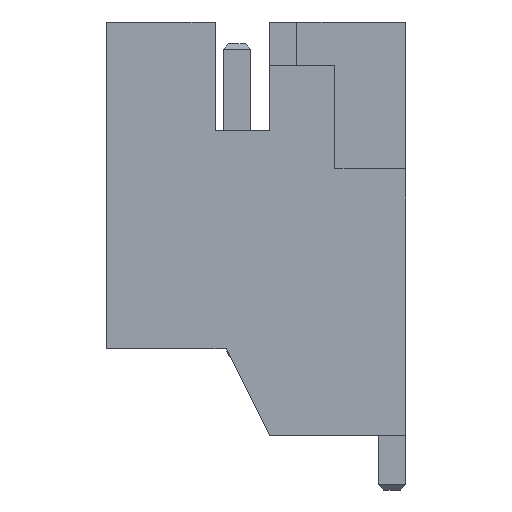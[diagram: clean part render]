
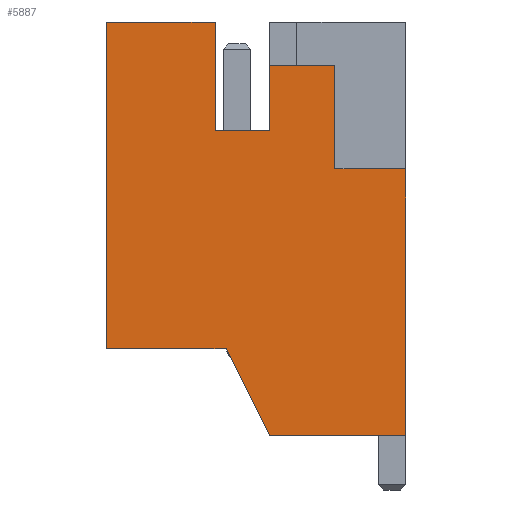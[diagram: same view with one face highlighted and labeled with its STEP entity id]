
A CAD part, left-side view. The second image highlights one B-rep face of the part: STEP entity #5887.
In plain terms, the highlighted planar face has unit normal (-1, 0, 0).
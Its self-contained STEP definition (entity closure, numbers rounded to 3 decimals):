
#181=FACE_OUTER_BOUND('',#513,.T.);
#513=EDGE_LOOP('',(#3953,#3954,#3955,#3956,#3957,#3958,#3959,#3960,#3961,
#3962,#3963,#3964));
#847=LINE('',#8240,#1639);
#851=LINE('',#8247,#1643);
#857=LINE('',#8261,#1649);
#876=LINE('',#8298,#1668);
#904=LINE('',#8353,#1696);
#910=LINE('',#8364,#1702);
#912=LINE('',#8368,#1704);
#914=LINE('',#8371,#1706);
#915=LINE('',#8375,#1707);
#916=LINE('',#8377,#1708);
#917=LINE('',#8379,#1709);
#918=LINE('',#8380,#1710);
#1639=VECTOR('',#6636,10.);
#1643=VECTOR('',#6642,10.);
#1649=VECTOR('',#6652,10.);
#1668=VECTOR('',#6679,10.);
#1696=VECTOR('',#6719,10.);
#1702=VECTOR('',#6727,10.);
#1704=VECTOR('',#6731,10.);
#1706=VECTOR('',#6735,10.);
#1707=VECTOR('',#6740,10.);
#1708=VECTOR('',#6741,10.);
#1709=VECTOR('',#6742,10.);
#1710=VECTOR('',#6743,10.);
#2431=VERTEX_POINT('',#8237);
#2432=VERTEX_POINT('',#8239);
#2434=VERTEX_POINT('',#8245);
#2440=VERTEX_POINT('',#8260);
#2454=VERTEX_POINT('',#8296);
#2474=VERTEX_POINT('',#8350);
#2475=VERTEX_POINT('',#8352);
#2479=VERTEX_POINT('',#8362);
#2480=VERTEX_POINT('',#8366);
#2481=VERTEX_POINT('',#8374);
#2482=VERTEX_POINT('',#8376);
#2483=VERTEX_POINT('',#8378);
#2983=EDGE_CURVE('',#2432,#2431,#847,.T.);
#2987=EDGE_CURVE('',#2431,#2434,#851,.T.);
#2993=EDGE_CURVE('',#2440,#2432,#857,.T.);
#3012=EDGE_CURVE('',#2434,#2454,#876,.T.);
#3040=EDGE_CURVE('',#2475,#2474,#904,.T.);
#3046=EDGE_CURVE('',#2474,#2479,#910,.T.);
#3048=EDGE_CURVE('',#2479,#2480,#912,.T.);
#3050=EDGE_CURVE('',#2480,#2440,#914,.T.);
#3051=EDGE_CURVE('',#2454,#2481,#915,.T.);
#3052=EDGE_CURVE('',#2481,#2482,#916,.T.);
#3053=EDGE_CURVE('',#2482,#2483,#917,.T.);
#3054=EDGE_CURVE('',#2483,#2475,#918,.T.);
#3953=ORIENTED_EDGE('',*,*,#2987,.T.);
#3954=ORIENTED_EDGE('',*,*,#3012,.T.);
#3955=ORIENTED_EDGE('',*,*,#3051,.T.);
#3956=ORIENTED_EDGE('',*,*,#3052,.T.);
#3957=ORIENTED_EDGE('',*,*,#3053,.T.);
#3958=ORIENTED_EDGE('',*,*,#3054,.T.);
#3959=ORIENTED_EDGE('',*,*,#3040,.T.);
#3960=ORIENTED_EDGE('',*,*,#3046,.T.);
#3961=ORIENTED_EDGE('',*,*,#3048,.T.);
#3962=ORIENTED_EDGE('',*,*,#3050,.T.);
#3963=ORIENTED_EDGE('',*,*,#2993,.T.);
#3964=ORIENTED_EDGE('',*,*,#2983,.T.);
#5591=PLANE('',#6244);
#5887=ADVANCED_FACE('',(#181),#5591,.T.);
#6244=AXIS2_PLACEMENT_3D('',#8373,#6738,#6739);
#6636=DIRECTION('',(0.,1.,0.));
#6642=DIRECTION('',(0.,0.,1.));
#6652=DIRECTION('',(0.,0.,-1.));
#6679=DIRECTION('',(0.,1.,0.));
#6719=DIRECTION('',(0.,0.,1.));
#6727=DIRECTION('',(0.,1.,0.));
#6731=DIRECTION('',(0.,0.,1.));
#6735=DIRECTION('',(0.,1.,0.));
#6738=DIRECTION('center_axis',(-1.,0.,0.));
#6739=DIRECTION('ref_axis',(0.,0.,1.));
#6740=DIRECTION('',(0.,0.,-1.));
#6741=DIRECTION('',(0.,-1.,0.));
#6742=DIRECTION('',(0.,-0.447,-0.894));
#6743=DIRECTION('',(0.,-1.,0.));
#8237=CARTESIAN_POINT('',(-10.95,3.5,-2.));
#8239=CARTESIAN_POINT('',(-10.95,2.5,-2.));
#8240=CARTESIAN_POINT('',(-10.95,3.125,-2.));
#8245=CARTESIAN_POINT('',(-10.95,3.5,0.));
#8247=CARTESIAN_POINT('',(-10.95,3.5,-1.5));
#8260=CARTESIAN_POINT('',(-10.95,2.5,-0.8));
#8261=CARTESIAN_POINT('',(-10.95,2.5,-2.5));
#8296=CARTESIAN_POINT('',(-10.95,5.5,0.));
#8298=CARTESIAN_POINT('',(-10.95,0.,0.));
#8350=CARTESIAN_POINT('',(-10.95,0.,-2.7));
#8352=CARTESIAN_POINT('',(-10.95,0.,-7.6));
#8353=CARTESIAN_POINT('',(-10.95,0.,-7.6));
#8362=CARTESIAN_POINT('',(-10.95,1.3,-2.7));
#8364=CARTESIAN_POINT('',(-10.95,2.025,-2.7));
#8366=CARTESIAN_POINT('',(-10.95,1.3,-0.8));
#8368=CARTESIAN_POINT('',(-10.95,1.3,-1.9));
#8371=CARTESIAN_POINT('',(-10.95,2.625,-0.8));
#8373=CARTESIAN_POINT('Origin',(-10.95,2.75,-3.));
#8374=CARTESIAN_POINT('',(-10.95,5.5,-6.));
#8375=CARTESIAN_POINT('',(-10.95,5.5,0.));
#8376=CARTESIAN_POINT('',(-10.95,3.3,-6.));
#8377=CARTESIAN_POINT('',(-10.95,5.5,-6.));
#8378=CARTESIAN_POINT('',(-10.95,2.5,-7.6));
#8379=CARTESIAN_POINT('',(-10.95,3.3,-6.));
#8380=CARTESIAN_POINT('',(-10.95,2.5,-7.6));
